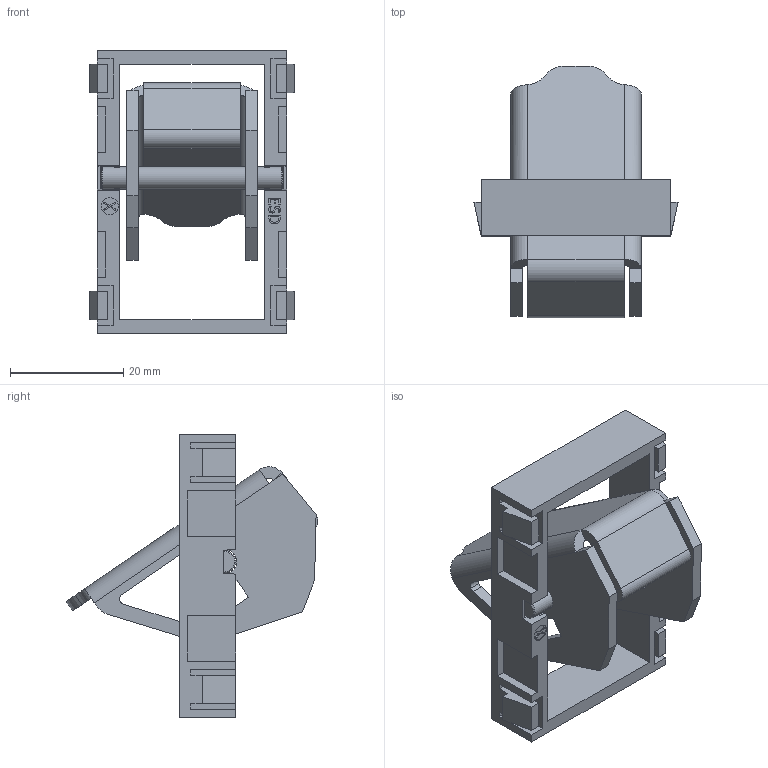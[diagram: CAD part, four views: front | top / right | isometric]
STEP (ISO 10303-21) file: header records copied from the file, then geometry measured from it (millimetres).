
FILE_DESCRIPTION (( 'STEP AP203' ), '1' );
FILE_NAME ('062AEVMESD.50.STEP', '2015-09-11T14:54:16', ( 'Fath' ), ( 'Hewlett-Packard Company' ), 'SwSTEP 2.0', 'SolidWorks 2014', '' );
FILE_SCHEMA (( 'CONFIG_CONTROL_DESIGN' ));
Length unit declared in the file: millimetre
Products named in the file (4): 062ACV91ESD.50; 062AVM_062AVM; 062AXM_d4 l32; 062AEVMESD.50
Assembly tree (3 placements, depth 2):
  062AEVMESD.50
    062ACV91ESD.50
    062AVM_062AVM
    062AXM_d4 l32
Bounding box: 36 x 44.41 x 50 mm (x, y, z)
Volume: 9228.5 mm3; surface area: 10552.3 mm2
Topology: 3 solids, 3 shells, 252 faces, 683 edges, 442 vertices
Faces by surface type: plane 170, cylinder 44, bspline 34, cone 4
Entity records: 9817 total; most frequent: CARTESIAN_POINT 3213, ORIENTED_EDGE 1366, DIRECTION 1151, EDGE_CURVE 683, VECTOR 519, LINE 519, VERTEX_POINT 442, AXIS2_PLACEMENT_3D 316
